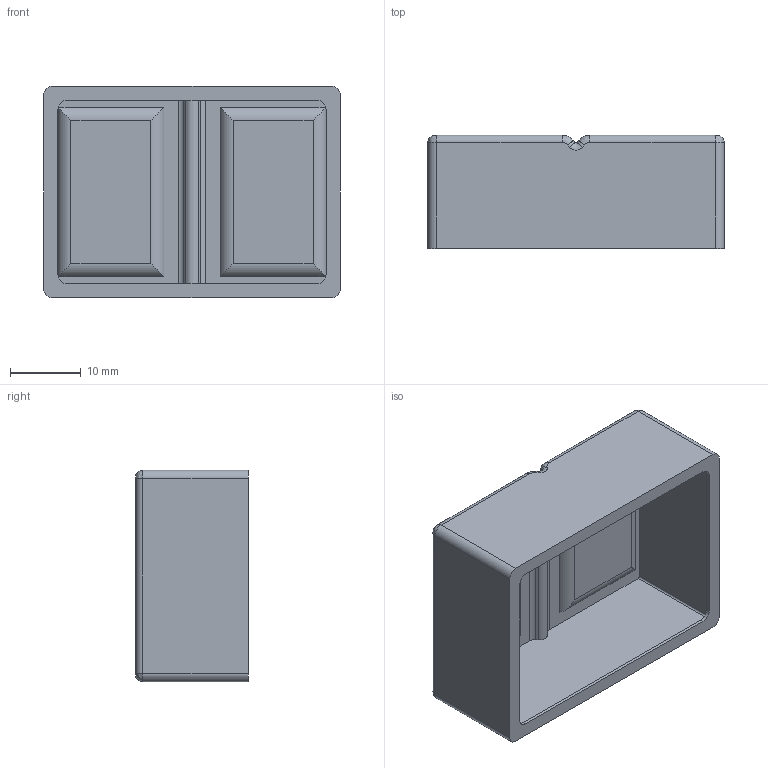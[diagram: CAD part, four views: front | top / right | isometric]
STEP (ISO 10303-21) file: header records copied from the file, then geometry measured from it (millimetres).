
FILE_DESCRIPTION(/* description */ (''),/* implementation_level */ '2;1');
FILE_NAME(/* name */ '2ATBT7.stp',/* time_stamp */ '2016-07-21T15:37:35-04:00',/* author */ ('CAD Station'),/* organization */ (''),/* preprocessor_version */ 'ST-DEVELOPER v16.1',/* originating_system */ 'Autodesk Inventor 2016',/* authorisation */ '');
FILE_SCHEMA (('AUTOMOTIVE_DESIGN { 1 0 10303 214 3 1 1 }'));
Length unit declared in the file: millimetre
Products named in the file (1): 2ATBT7
Bounding box: 42 x 16 x 30 mm (x, y, z)
Volume: 3464.7 mm3; surface area: 7197.7 mm2
Topology: 1 solids, 1 shells, 96 faces, 244 edges, 148 vertices
Faces by surface type: cylinder 52, plane 26, bspline 16, torus 2
Entity records: 3241 total; most frequent: CARTESIAN_POINT 849, DIRECTION 480, ORIENTED_EDGE 472, EDGE_CURVE 236, AXIS2_PLACEMENT_3D 179, VERTEX_POINT 148, LINE 122, VECTOR 122
